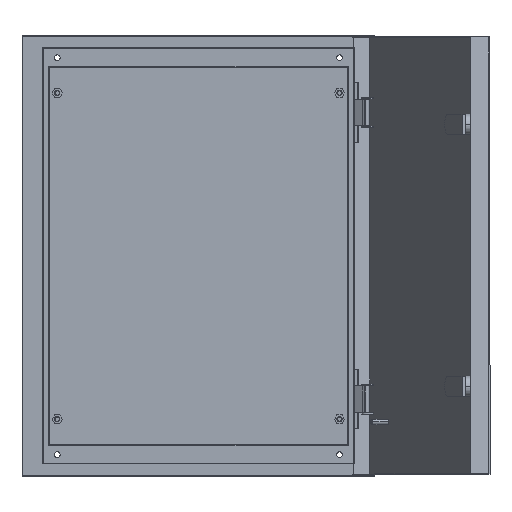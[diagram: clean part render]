
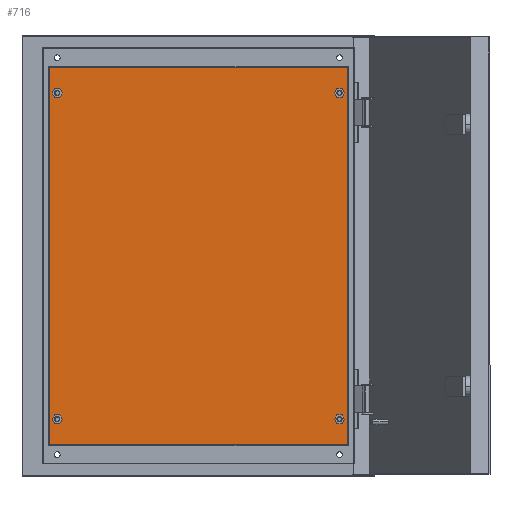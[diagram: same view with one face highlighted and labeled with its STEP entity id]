
A CAD part, top view. The second image highlights one B-rep face of the part: STEP entity #716.
In plain terms, the highlighted planar face has unit normal (0, 0, 1).
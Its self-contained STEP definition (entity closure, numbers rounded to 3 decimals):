
#29 = CARTESIAN_POINT ( 'NONE',  ( -160., -185., 0. ) ) ;
#131 = FACE_BOUND ( 'NONE', #3532, .T. ) ;
#186 = CARTESIAN_POINT ( 'NONE',  ( 170., -215., 0. ) ) ;
#249 = CARTESIAN_POINT ( 'NONE',  ( -160., -185., 0. ) ) ;
#304 = EDGE_CURVE ( 'NONE', #5878, #698, #6086, .T. ) ;
#331 = VERTEX_POINT ( 'NONE', #810 ) ;
#343 = CIRCLE ( 'NONE', #1793, 4. ) ;
#498 = EDGE_LOOP ( 'NONE', ( #6327, #577 ) ) ;
#577 = ORIENTED_EDGE ( 'NONE', *, *, #730, .F. ) ;
#603 = ORIENTED_EDGE ( 'NONE', *, *, #5108, .F. ) ;
#625 = CARTESIAN_POINT ( 'NONE',  ( -170., 215., 0. ) ) ;
#674 = LINE ( 'NONE', #5223, #5151 ) ;
#698 = VERTEX_POINT ( 'NONE', #5757 ) ;
#716 = ADVANCED_FACE ( 'NONE', ( #2878, #2234, #131, #1818, #6231 ), #6111, .T. ) ;
#724 = CARTESIAN_POINT ( 'NONE',  ( 164., 185., 0. ) ) ;
#730 = EDGE_CURVE ( 'NONE', #2275, #3024, #875, .T. ) ;
#810 = CARTESIAN_POINT ( 'NONE',  ( 170., 215., 0. ) ) ;
#838 = DIRECTION ( 'NONE',  ( 1., 0., 0. ) ) ;
#875 = CIRCLE ( 'NONE', #3962, 4. ) ;
#968 = AXIS2_PLACEMENT_3D ( 'NONE', #5224, #5778, #4884 ) ;
#1021 = DIRECTION ( 'NONE',  ( -1., 0., 0. ) ) ;
#1088 = DIRECTION ( 'NONE',  ( 0., -1., 0. ) ) ;
#1164 = AXIS2_PLACEMENT_3D ( 'NONE', #3196, #6341, #4983 ) ;
#1180 = ORIENTED_EDGE ( 'NONE', *, *, #4668, .T. ) ;
#1208 = EDGE_CURVE ( 'NONE', #3024, #2275, #1811, .T. ) ;
#1248 = EDGE_LOOP ( 'NONE', ( #6245, #603 ) ) ;
#1335 = ORIENTED_EDGE ( 'NONE', *, *, #4671, .T. ) ;
#1387 = DIRECTION ( 'NONE',  ( 0., 0., 1. ) ) ;
#1557 = CIRCLE ( 'NONE', #968, 4. ) ;
#1558 = CARTESIAN_POINT ( 'NONE',  ( 160., 185., 0. ) ) ;
#1572 = LINE ( 'NONE', #2090, #5033 ) ;
#1676 = CARTESIAN_POINT ( 'NONE',  ( -160., 185., 0. ) ) ;
#1720 = CIRCLE ( 'NONE', #2292, 4. ) ;
#1793 = AXIS2_PLACEMENT_3D ( 'NONE', #4621, #6321, #838 ) ;
#1803 = ORIENTED_EDGE ( 'NONE', *, *, #3171, .T. ) ;
#1811 = CIRCLE ( 'NONE', #6202, 4. ) ;
#1818 = FACE_BOUND ( 'NONE', #1248, .T. ) ;
#1834 = CARTESIAN_POINT ( 'NONE',  ( -170., 215., 0. ) ) ;
#1932 = DIRECTION ( 'NONE',  ( 0., 0., 1. ) ) ;
#1940 = CARTESIAN_POINT ( 'NONE',  ( 160., -185., 0. ) ) ;
#2022 = VECTOR ( 'NONE', #3282, 1000. ) ;
#2090 = CARTESIAN_POINT ( 'NONE',  ( 170., 215., 0. ) ) ;
#2188 = DIRECTION ( 'NONE',  ( 0., 0., 1. ) ) ;
#2229 = DIRECTION ( 'NONE',  ( -1., 0., 0. ) ) ;
#2234 = FACE_BOUND ( 'NONE', #498, .T. ) ;
#2275 = VERTEX_POINT ( 'NONE', #3094 ) ;
#2292 = AXIS2_PLACEMENT_3D ( 'NONE', #1558, #2188, #1021 ) ;
#2331 = ORIENTED_EDGE ( 'NONE', *, *, #6087, .F. ) ;
#2340 = AXIS2_PLACEMENT_3D ( 'NONE', #29, #1387, #2229 ) ;
#2497 = DIRECTION ( 'NONE',  ( 0., 0., 1. ) ) ;
#2625 = CARTESIAN_POINT ( 'NONE',  ( 156., 185., 0. ) ) ;
#2661 = EDGE_LOOP ( 'NONE', ( #1180, #1335, #1803, #2891 ) ) ;
#2878 = FACE_BOUND ( 'NONE', #4319, .T. ) ;
#2891 = ORIENTED_EDGE ( 'NONE', *, *, #4990, .T. ) ;
#2930 = CARTESIAN_POINT ( 'NONE',  ( -156., 185., 0. ) ) ;
#3024 = VERTEX_POINT ( 'NONE', #4472 ) ;
#3094 = CARTESIAN_POINT ( 'NONE',  ( 156., -185., 0. ) ) ;
#3171 = EDGE_CURVE ( 'NONE', #6313, #331, #1572, .T. ) ;
#3196 = CARTESIAN_POINT ( 'NONE',  ( 0., 0., 0. ) ) ;
#3241 = ORIENTED_EDGE ( 'NONE', *, *, #5228, .F. ) ;
#3261 = DIRECTION ( 'NONE',  ( 0., 1., 0. ) ) ;
#3266 = CIRCLE ( 'NONE', #3397, 4. ) ;
#3282 = DIRECTION ( 'NONE',  ( -1., 0., 0. ) ) ;
#3289 = VERTEX_POINT ( 'NONE', #3830 ) ;
#3397 = AXIS2_PLACEMENT_3D ( 'NONE', #249, #1932, #5775 ) ;
#3532 = EDGE_LOOP ( 'NONE', ( #2331, #6645 ) ) ;
#3743 = EDGE_CURVE ( 'NONE', #6200, #6706, #1720, .T. ) ;
#3830 = CARTESIAN_POINT ( 'NONE',  ( -164., -185., 0. ) ) ;
#3929 = DIRECTION ( 'NONE',  ( 0., 0., 1. ) ) ;
#3962 = AXIS2_PLACEMENT_3D ( 'NONE', #5093, #5628, #4530 ) ;
#3996 = DIRECTION ( 'NONE',  ( 1., 0., 0. ) ) ;
#4261 = VERTEX_POINT ( 'NONE', #4600 ) ;
#4319 = EDGE_LOOP ( 'NONE', ( #4688, #3241 ) ) ;
#4435 = LINE ( 'NONE', #5895, #5748 ) ;
#4456 = CARTESIAN_POINT ( 'NONE',  ( -156., -185., 0. ) ) ;
#4472 = CARTESIAN_POINT ( 'NONE',  ( 164., -185., 0. ) ) ;
#4528 = AXIS2_PLACEMENT_3D ( 'NONE', #1676, #3929, #4599 ) ;
#4530 = DIRECTION ( 'NONE',  ( 1., 0., 0. ) ) ;
#4599 = DIRECTION ( 'NONE',  ( 1., 0., 0. ) ) ;
#4600 = CARTESIAN_POINT ( 'NONE',  ( -170., -215., 0. ) ) ;
#4621 = CARTESIAN_POINT ( 'NONE',  ( -160., 185., 0. ) ) ;
#4668 = EDGE_CURVE ( 'NONE', #5503, #4261, #4435, .T. ) ;
#4671 = EDGE_CURVE ( 'NONE', #4261, #6313, #674, .T. ) ;
#4688 = ORIENTED_EDGE ( 'NONE', *, *, #4704, .F. ) ;
#4704 = EDGE_CURVE ( 'NONE', #4809, #3289, #3266, .T. ) ;
#4759 = CIRCLE ( 'NONE', #2340, 4. ) ;
#4809 = VERTEX_POINT ( 'NONE', #4456 ) ;
#4884 = DIRECTION ( 'NONE',  ( -1., 0., 0. ) ) ;
#4983 = DIRECTION ( 'NONE',  ( 1., 0., 0. ) ) ;
#4990 = EDGE_CURVE ( 'NONE', #331, #5503, #5608, .T. ) ;
#5033 = VECTOR ( 'NONE', #3261, 1000. ) ;
#5093 = CARTESIAN_POINT ( 'NONE',  ( 160., -185., 0. ) ) ;
#5108 = EDGE_CURVE ( 'NONE', #698, #5878, #343, .T. ) ;
#5151 = VECTOR ( 'NONE', #6570, 1000. ) ;
#5223 = CARTESIAN_POINT ( 'NONE',  ( -170., -215., 0. ) ) ;
#5224 = CARTESIAN_POINT ( 'NONE',  ( 160., 185., 0. ) ) ;
#5228 = EDGE_CURVE ( 'NONE', #3289, #4809, #4759, .T. ) ;
#5503 = VERTEX_POINT ( 'NONE', #1834 ) ;
#5608 = LINE ( 'NONE', #625, #2022 ) ;
#5628 = DIRECTION ( 'NONE',  ( 0., 0., 1. ) ) ;
#5748 = VECTOR ( 'NONE', #1088, 1000. ) ;
#5757 = CARTESIAN_POINT ( 'NONE',  ( -164., 185., 0. ) ) ;
#5775 = DIRECTION ( 'NONE',  ( -1., 0., 0. ) ) ;
#5778 = DIRECTION ( 'NONE',  ( 0., 0., 1. ) ) ;
#5878 = VERTEX_POINT ( 'NONE', #2930 ) ;
#5895 = CARTESIAN_POINT ( 'NONE',  ( -170., 215., 0. ) ) ;
#6086 = CIRCLE ( 'NONE', #4528, 4. ) ;
#6087 = EDGE_CURVE ( 'NONE', #6706, #6200, #1557, .T. ) ;
#6111 = PLANE ( 'NONE',  #1164 ) ;
#6200 = VERTEX_POINT ( 'NONE', #2625 ) ;
#6202 = AXIS2_PLACEMENT_3D ( 'NONE', #1940, #2497, #3996 ) ;
#6231 = FACE_OUTER_BOUND ( 'NONE', #2661, .T. ) ;
#6245 = ORIENTED_EDGE ( 'NONE', *, *, #304, .F. ) ;
#6313 = VERTEX_POINT ( 'NONE', #186 ) ;
#6321 = DIRECTION ( 'NONE',  ( 0., 0., 1. ) ) ;
#6327 = ORIENTED_EDGE ( 'NONE', *, *, #1208, .F. ) ;
#6341 = DIRECTION ( 'NONE',  ( 0., 0., 1. ) ) ;
#6570 = DIRECTION ( 'NONE',  ( 1., 0., 0. ) ) ;
#6645 = ORIENTED_EDGE ( 'NONE', *, *, #3743, .F. ) ;
#6706 = VERTEX_POINT ( 'NONE', #724 ) ;
